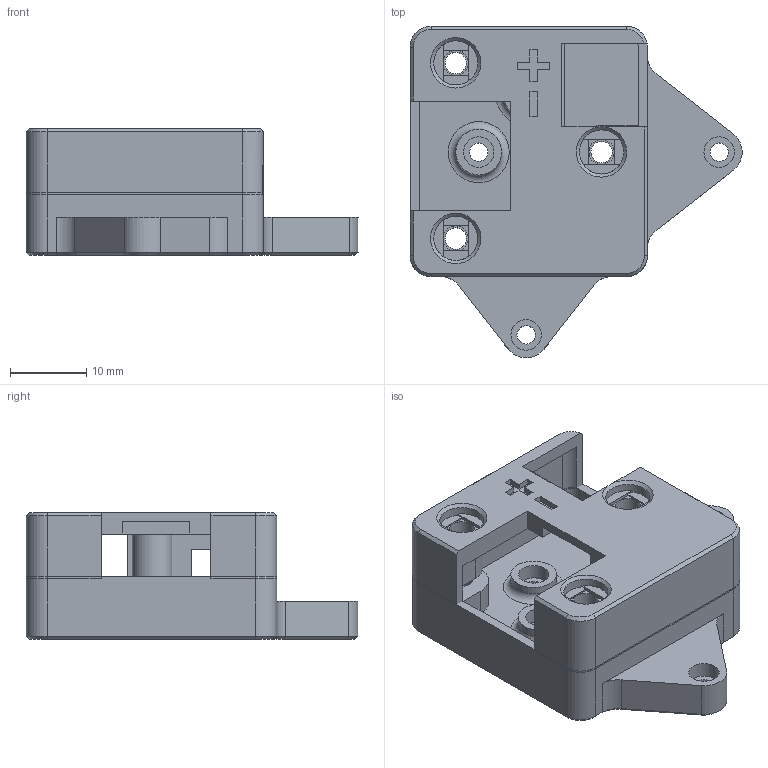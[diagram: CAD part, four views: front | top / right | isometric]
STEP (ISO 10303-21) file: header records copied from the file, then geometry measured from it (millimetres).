
FILE_DESCRIPTION(/* description */ (''),/* implementation_level */ '2;1');
FILE_NAME(/* name */ 'usb_adapter_mount.step',/* time_stamp */ '2024-08-13T08:33:11-04:00',/* author */ (''),/* organization */ (''),/* preprocessor_version */ 'ST-DEVELOPER v20',/* originating_system */ 'Autodesk Translation Framework v13.14.0.145',/* authorisation */ '');
FILE_SCHEMA (('AUTOMOTIVE_DESIGN { 1 0 10303 214 3 1 1 }'));
Length unit declared in the file: millimetre
Products named in the file (3): USB Adapter Mount V2 (Covered); Mount; Cover
Assembly tree (2 placements, depth 2):
  USB Adapter Mount V2 (Covered)
    Mount
    Cover
Bounding box: 43.49 x 43.4 x 16.6 mm (x, y, z)
Volume: 8499.8 mm3; surface area: 7890.3 mm2
Topology: 2 solids, 2 shells, 213 faces, 552 edges, 351 vertices
Faces by surface type: plane 140, cylinder 47, cone 24, torus 2
Full cylindrical faces by diameter (mm): 2.4 x4, 2.8 x3, 3.3 x3, 4 x4, 5.8 x3, 6 x2
Entity records: 6570 total; most frequent: DIRECTION 1135, CARTESIAN_POINT 1125, ORIENTED_EDGE 1104, EDGE_CURVE 552, LINE 401, VECTOR 401, AXIS2_PLACEMENT_3D 367, VERTEX_POINT 351
